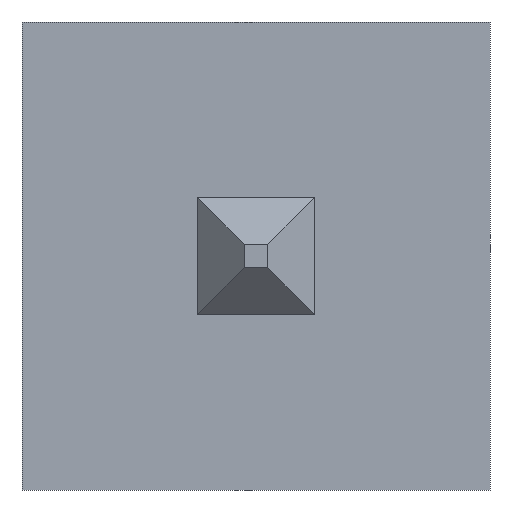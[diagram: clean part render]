
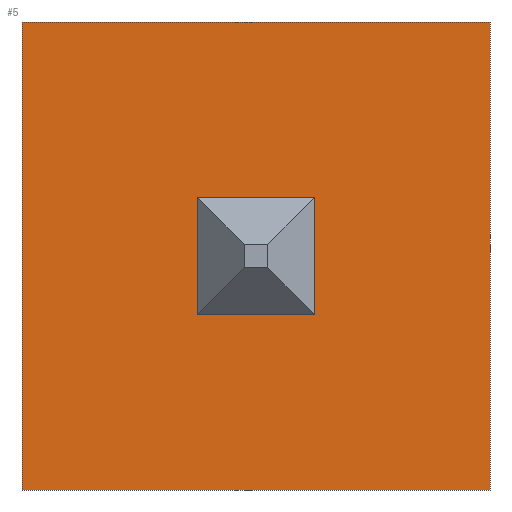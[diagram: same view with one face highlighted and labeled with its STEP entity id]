
A CAD part, front view. The second image highlights one B-rep face of the part: STEP entity #5.
In plain terms, the highlighted planar face has unit normal (0, -1, 0).
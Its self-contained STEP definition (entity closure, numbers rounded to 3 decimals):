
#1 = DIRECTION ( 'NONE',  ( -1., 0., 0. ) ) ;
#5 = ADVANCED_FACE ( 'NONE', ( #157, #264 ), #113, .T. ) ;
#39 = VERTEX_POINT ( 'NONE', #657 ) ;
#56 = VERTEX_POINT ( 'NONE', #675 ) ;
#58 = VERTEX_POINT ( 'NONE', #676 ) ;
#61 = VERTEX_POINT ( 'NONE', #677 ) ;
#70 = VERTEX_POINT ( 'NONE', #680 ) ;
#77 = VERTEX_POINT ( 'NONE', #685 ) ;
#79 = VERTEX_POINT ( 'NONE', #687 ) ;
#83 = VERTEX_POINT ( 'NONE', #691 ) ;
#110 = CARTESIAN_POINT ( 'NONE',  ( -1., 0., -1. ) ) ;
#113 = PLANE ( 'NONE',  #792 ) ;
#114 = DIRECTION ( 'NONE',  ( 0., -1., 0. ) ) ;
#121 = DIRECTION ( 'NONE',  ( 0., 0., -1. ) ) ;
#143 = CARTESIAN_POINT ( 'NONE',  ( -0.25, 0., -0.25 ) ) ;
#157 = FACE_OUTER_BOUND ( 'NONE', #188, .T. ) ;
#180 = ORIENTED_EDGE ( 'NONE', *, *, #833, .F. ) ;
#188 = EDGE_LOOP ( 'NONE', ( #207, #215, #268, #180 ) ) ;
#190 = ORIENTED_EDGE ( 'NONE', *, *, #826, .F. ) ;
#198 = ORIENTED_EDGE ( 'NONE', *, *, #830, .F. ) ;
#207 = ORIENTED_EDGE ( 'NONE', *, *, #828, .F. ) ;
#215 = ORIENTED_EDGE ( 'NONE', *, *, #827, .F. ) ;
#242 = ORIENTED_EDGE ( 'NONE', *, *, #829, .F. ) ;
#259 = EDGE_LOOP ( 'NONE', ( #263, #190, #198, #242 ) ) ;
#263 = ORIENTED_EDGE ( 'NONE', *, *, #802, .F. ) ;
#264 = FACE_BOUND ( 'NONE', #259, .T. ) ;
#268 = ORIENTED_EDGE ( 'NONE', *, *, #822, .F. ) ;
#483 = LINE ( 'NONE', #698, #484 ) ;
#484 = VECTOR ( 'NONE', #707, 1000. ) ;
#657 = CARTESIAN_POINT ( 'NONE',  ( 1., 0., 1. ) ) ;
#675 = CARTESIAN_POINT ( 'NONE',  ( 0.25, 0., -0.25 ) ) ;
#676 = CARTESIAN_POINT ( 'NONE',  ( 0.25, 0., 0.25 ) ) ;
#677 = CARTESIAN_POINT ( 'NONE',  ( -1., 0., 1. ) ) ;
#680 = CARTESIAN_POINT ( 'NONE',  ( 1., 0., -1. ) ) ;
#685 = CARTESIAN_POINT ( 'NONE',  ( -1., 0., -1. ) ) ;
#687 = CARTESIAN_POINT ( 'NONE',  ( -0.25, 0., 0.25 ) ) ;
#691 = CARTESIAN_POINT ( 'NONE',  ( -0.25, 0., -0.25 ) ) ;
#698 = CARTESIAN_POINT ( 'NONE',  ( -0.25, 0., 0.25 ) ) ;
#707 = DIRECTION ( 'NONE',  ( 0., 0., -1. ) ) ;
#742 = CARTESIAN_POINT ( 'NONE',  ( 1., 0., 1. ) ) ;
#743 = DIRECTION ( 'NONE',  ( 0., 0., -1. ) ) ;
#744 = CARTESIAN_POINT ( 'NONE',  ( -1., 0., -1. ) ) ;
#750 = CARTESIAN_POINT ( 'NONE',  ( -0.25, 0., 0.25 ) ) ;
#751 = DIRECTION ( 'NONE',  ( -1., 0., 0. ) ) ;
#752 = CARTESIAN_POINT ( 'NONE',  ( -1., 0., 1. ) ) ;
#792 = AXIS2_PLACEMENT_3D ( 'NONE', #110, #114, #121 ) ;
#802 = EDGE_CURVE ( 'NONE', #79, #83, #483, .T. ) ;
#822 = EDGE_CURVE ( 'NONE', #39, #70, #895, .T. ) ;
#826 = EDGE_CURVE ( 'NONE', #58, #79, #903, .T. ) ;
#827 = EDGE_CURVE ( 'NONE', #70, #77, #878, .T. ) ;
#828 = EDGE_CURVE ( 'NONE', #77, #61, #890, .T. ) ;
#829 = EDGE_CURVE ( 'NONE', #83, #56, #898, .T. ) ;
#830 = EDGE_CURVE ( 'NONE', #56, #58, #906, .T. ) ;
#833 = EDGE_CURVE ( 'NONE', #61, #39, #910, .T. ) ;
#878 = LINE ( 'NONE', #744, #905 ) ;
#890 = LINE ( 'NONE', #752, #907 ) ;
#895 = LINE ( 'NONE', #742, #896 ) ;
#896 = VECTOR ( 'NONE', #743, 1000. ) ;
#898 = LINE ( 'NONE', #143, #909 ) ;
#903 = LINE ( 'NONE', #750, #904 ) ;
#904 = VECTOR ( 'NONE', #751, 1000. ) ;
#905 = VECTOR ( 'NONE', #1, 1000. ) ;
#906 = LINE ( 'NONE', #968, #911 ) ;
#907 = VECTOR ( 'NONE', #967, 1000. ) ;
#909 = VECTOR ( 'NONE', #969, 1000. ) ;
#910 = LINE ( 'NONE', #972, #917 ) ;
#911 = VECTOR ( 'NONE', #971, 1000. ) ;
#917 = VECTOR ( 'NONE', #977, 1000. ) ;
#967 = DIRECTION ( 'NONE',  ( 0., 0., 1. ) ) ;
#968 = CARTESIAN_POINT ( 'NONE',  ( 0.25, 0., 0.25 ) ) ;
#969 = DIRECTION ( 'NONE',  ( 1., 0., 0. ) ) ;
#971 = DIRECTION ( 'NONE',  ( 0., 0., 1. ) ) ;
#972 = CARTESIAN_POINT ( 'NONE',  ( -1., 0., 1. ) ) ;
#977 = DIRECTION ( 'NONE',  ( 1., 0., 0. ) ) ;
